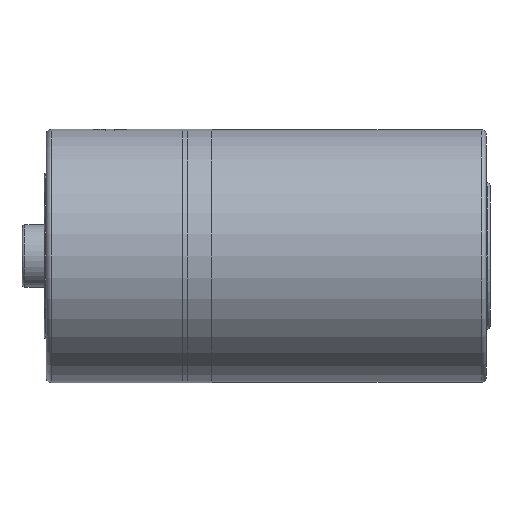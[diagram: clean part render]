
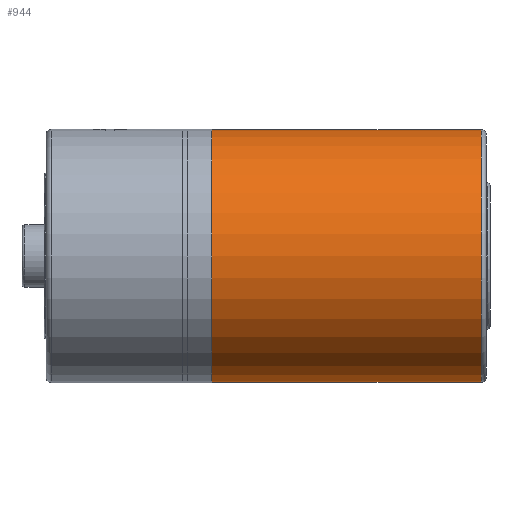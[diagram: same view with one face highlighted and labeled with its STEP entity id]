
A CAD part, left-side view. The second image highlights one B-rep face of the part: STEP entity #944.
In plain terms, the highlighted cylindrical face has radius 16.51 mm (diameter 33.02 mm), a partial arc.
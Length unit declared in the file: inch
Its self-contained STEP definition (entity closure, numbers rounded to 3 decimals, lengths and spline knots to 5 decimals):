
#63 = CARTESIAN_POINT ( 'NONE',  ( 0., 1.555, -0.65 ) ) ;
#146 = DIRECTION ( 'NONE',  ( 0., 0., -1. ) ) ;
#207 = ORIENTED_EDGE ( 'NONE', *, *, #740, .T. ) ;
#323 = EDGE_CURVE ( 'NONE', #325, #763, #820, .T. ) ;
#325 = VERTEX_POINT ( 'NONE', #63 ) ;
#379 = EDGE_CURVE ( 'NONE', #1535, #1443, #1173, .T. ) ;
#484 = CARTESIAN_POINT ( 'NONE',  ( 0., 0.02, 0. ) ) ;
#640 = DIRECTION ( 'NONE',  ( 0., 0., -1. ) ) ;
#664 = CARTESIAN_POINT ( 'NONE',  ( 0., 0.02, -0.65 ) ) ;
#698 = EDGE_CURVE ( 'NONE', #325, #1535, #1708, .T. ) ;
#716 = DIRECTION ( 'NONE',  ( 0., 1., 0. ) ) ;
#740 = EDGE_CURVE ( 'NONE', #763, #1443, #1644, .T. ) ;
#746 = AXIS2_PLACEMENT_3D ( 'NONE', #1508, #1511, #1520 ) ;
#750 = VECTOR ( 'NONE', #1632, 39.37008 ) ;
#763 = VERTEX_POINT ( 'NONE', #664 ) ;
#820 = LINE ( 'NONE', #1448, #750 ) ;
#887 = CYLINDRICAL_SURFACE ( 'NONE', #1351, 0.65 ) ;
#944 = ADVANCED_FACE ( 'NONE', ( #1084 ), #887, .T. ) ;
#1084 = FACE_OUTER_BOUND ( 'NONE', #1928, .T. ) ;
#1173 = LINE ( 'NONE', #1301, #1445 ) ;
#1257 = DIRECTION ( 'NONE',  ( 0., -1., 0. ) ) ;
#1301 = CARTESIAN_POINT ( 'NONE',  ( 0., 2.25, 0.65 ) ) ;
#1342 = ORIENTED_EDGE ( 'NONE', *, *, #323, .T. ) ;
#1351 = AXIS2_PLACEMENT_3D ( 'NONE', #1574, #1659, #146 ) ;
#1415 = ORIENTED_EDGE ( 'NONE', *, *, #379, .F. ) ;
#1425 = ORIENTED_EDGE ( 'NONE', *, *, #698, .F. ) ;
#1443 = VERTEX_POINT ( 'NONE', #1927 ) ;
#1445 = VECTOR ( 'NONE', #1257, 39.37008 ) ;
#1448 = CARTESIAN_POINT ( 'NONE',  ( 0., 2.25, -0.65 ) ) ;
#1493 = CARTESIAN_POINT ( 'NONE',  ( 0., 1.555, 0.65 ) ) ;
#1508 = CARTESIAN_POINT ( 'NONE',  ( 0., 1.555, 0. ) ) ;
#1511 = DIRECTION ( 'NONE',  ( 0., 1., 0. ) ) ;
#1520 = DIRECTION ( 'NONE',  ( 0., 0., 1. ) ) ;
#1535 = VERTEX_POINT ( 'NONE', #1493 ) ;
#1574 = CARTESIAN_POINT ( 'NONE',  ( 0., 2.25, 0. ) ) ;
#1632 = DIRECTION ( 'NONE',  ( 0., -1., 0. ) ) ;
#1644 = CIRCLE ( 'NONE', #2056, 0.65 ) ;
#1659 = DIRECTION ( 'NONE',  ( 0., -1., 0. ) ) ;
#1708 = CIRCLE ( 'NONE', #746, 0.65 ) ;
#1927 = CARTESIAN_POINT ( 'NONE',  ( 0., 0.02, 0.65 ) ) ;
#1928 = EDGE_LOOP ( 'NONE', ( #1415, #1425, #1342, #207 ) ) ;
#2056 = AXIS2_PLACEMENT_3D ( 'NONE', #484, #716, #640 ) ;
